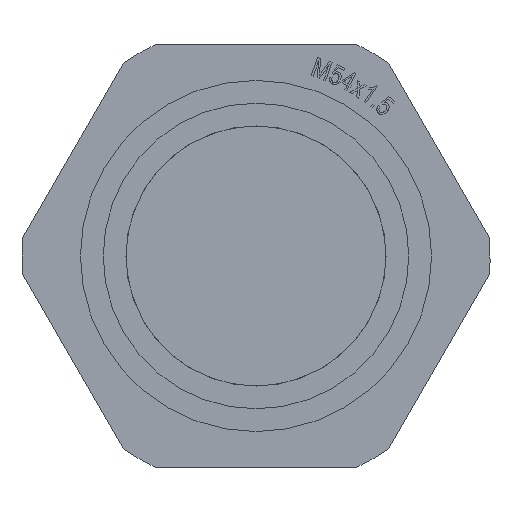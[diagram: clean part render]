
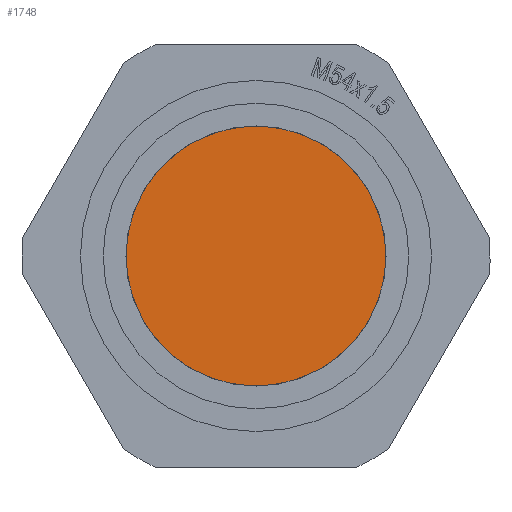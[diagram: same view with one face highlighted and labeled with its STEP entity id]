
A CAD part, front view. The second image highlights one B-rep face of the part: STEP entity #1748.
In plain terms, the highlighted planar face has unit normal (0, -1, 0).
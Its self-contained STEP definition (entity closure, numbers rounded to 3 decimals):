
#1147 = DIRECTION ( 'NONE',  ( 0., -1., 0. ) ) ;
#1261 = CARTESIAN_POINT ( 'NONE',  ( 17.898, 59.2, 8.926 ) ) ;
#1321 = CIRCLE ( 'NONE', #8118, 20. ) ;
#1748 = ADVANCED_FACE ( 'NONE', ( #7676 ), #4860, .F. ) ;
#3015 = ORIENTED_EDGE ( 'NONE', *, *, #5054, .T. ) ;
#3950 = ORIENTED_EDGE ( 'NONE', *, *, #4737, .T. ) ;
#4737 = EDGE_CURVE ( 'NONE', #13305, #14496, #1321, .T. ) ;
#4824 = CIRCLE ( 'NONE', #7549, 20. ) ;
#4860 = PLANE ( 'NONE',  #14259 ) ;
#4865 = CARTESIAN_POINT ( 'NONE',  ( 0., 59.2, 0. ) ) ;
#5054 = EDGE_CURVE ( 'NONE', #14496, #13305, #4824, .T. ) ;
#6073 = DIRECTION ( 'NONE',  ( 0., 1., 0. ) ) ;
#6080 = DIRECTION ( 'NONE',  ( -0.895, 0., -0.446 ) ) ;
#7549 = AXIS2_PLACEMENT_3D ( 'NONE', #8396, #1147, #9548 ) ;
#7676 = FACE_OUTER_BOUND ( 'NONE', #10930, .T. ) ;
#8118 = AXIS2_PLACEMENT_3D ( 'NONE', #4865, #13239, #6080 ) ;
#8396 = CARTESIAN_POINT ( 'NONE',  ( 0., 59.2, 0. ) ) ;
#9548 = DIRECTION ( 'NONE',  ( -0.895, 0., -0.446 ) ) ;
#10802 = CARTESIAN_POINT ( 'NONE',  ( -17.898, 59.2, -8.926 ) ) ;
#10930 = EDGE_LOOP ( 'NONE', ( #3015, #3950 ) ) ;
#12024 = CARTESIAN_POINT ( 'NONE',  ( 0., 59.2, 0. ) ) ;
#13239 = DIRECTION ( 'NONE',  ( 0., -1., 0. ) ) ;
#13305 = VERTEX_POINT ( 'NONE', #10802 ) ;
#14259 = AXIS2_PLACEMENT_3D ( 'NONE', #12024, #6073, #14427 ) ;
#14427 = DIRECTION ( 'NONE',  ( -0.895, 0., -0.446 ) ) ;
#14496 = VERTEX_POINT ( 'NONE', #1261 ) ;
